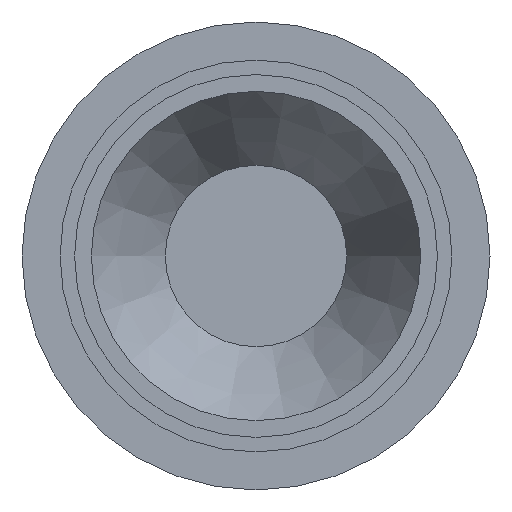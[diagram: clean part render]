
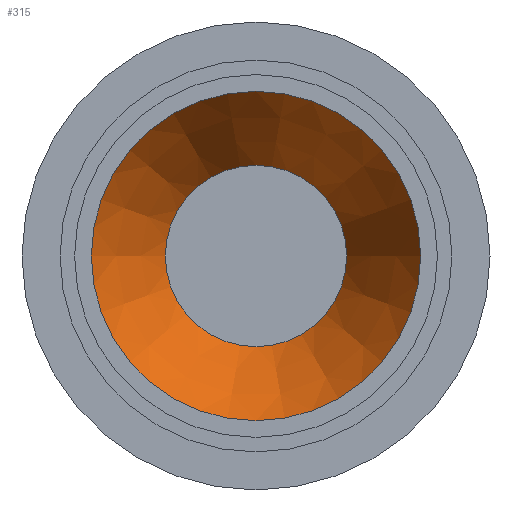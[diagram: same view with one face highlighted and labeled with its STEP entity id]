
A CAD part, left-side view. The second image highlights one B-rep face of the part: STEP entity #315.
In plain terms, the highlighted conical face has half-angle 30 degrees and reference radius 3.5 mm.
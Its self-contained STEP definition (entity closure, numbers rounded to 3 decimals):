
#315=ADVANCED_FACE('',(#347,#348),#337,.F.);
#337=CONICAL_SURFACE('',#565,3.5,30.);
#347=FACE_BOUND('',#395,.T.);
#348=FACE_BOUND('',#396,.T.);
#395=EDGE_LOOP('',(#443));
#396=EDGE_LOOP('',(#444));
#443=ORIENTED_EDGE('',*,*,#513,.T.);
#444=ORIENTED_EDGE('',*,*,#512,.F.);
#488=VERTEX_POINT('',#707);
#489=VERTEX_POINT('',#710);
#512=EDGE_CURVE('',#488,#488,#536,.T.);
#513=EDGE_CURVE('',#489,#489,#537,.T.);
#536=CIRCLE('',#562,2.5);
#537=CIRCLE('',#564,4.539);
#562=AXIS2_PLACEMENT_3D('',#706,#616,#617);
#564=AXIS2_PLACEMENT_3D('',#709,#620,#621);
#565=AXIS2_PLACEMENT_3D('',#711,#622,#623);
#616=DIRECTION('',(-1.,0.,0.));
#617=DIRECTION('',(0.,0.,1.));
#620=DIRECTION('',(-1.,0.,0.));
#621=DIRECTION('',(0.,1.,0.));
#622=DIRECTION('',(-1.,0.,0.));
#623=DIRECTION('',(0.,1.,0.));
#706=CARTESIAN_POINT('',(3.532,0.,0.));
#707=CARTESIAN_POINT('',(3.532,0.,2.5));
#709=CARTESIAN_POINT('',(0.,0.,0.));
#710=CARTESIAN_POINT('',(0.,4.539,0.));
#711=CARTESIAN_POINT('',(1.8,0.,0.));
